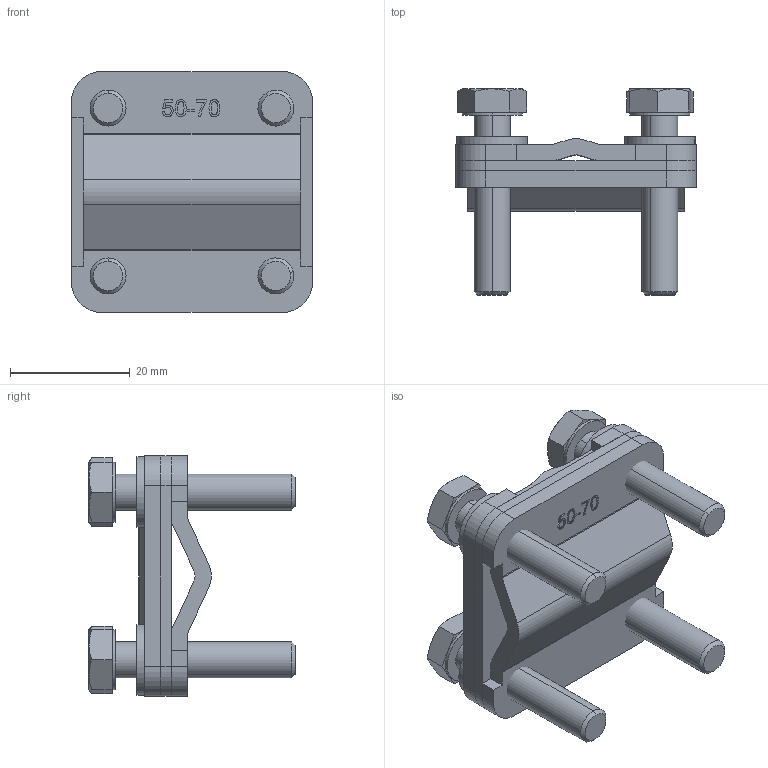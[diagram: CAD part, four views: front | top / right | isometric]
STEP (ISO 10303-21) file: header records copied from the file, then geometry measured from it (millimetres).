
FILE_DESCRIPTION (( 'STEP AP203' ), '1' );
FILE_NAME ('Êîíòàêòíàÿ ãðóïïà_ÑÁ.STEP', '2018-09-04T06:41:28', ( '' ), ( '' ), 'SwSTEP 2.0', 'SolidWorks 2017', '' );
FILE_SCHEMA (( 'CONFIG_CONTROL_DESIGN' ));
Length unit declared in the file: millimetre
Products named in the file (6): Cðåäíèé ýëåìåíò êîíòàêòíîé ãðóïïû; Ìåòàëëè÷åñêàÿ ÷àñòü 50-70; hex bolt gradec_din_DIN EN 24016 - M6 x 30 x 18-WN; Ìåòàëëè÷åñêàÿ ÷àñòü 4-35; Êîíòàêòíàÿ ãðóïïà_ÑÁ; curved spring lock washer_din_Spring washer DIN 128 - A6
Assembly tree (11 placements, depth 2):
  Êîíòàêòíàÿ ãðóïïà_ÑÁ
    Ìåòàëëè÷åñêàÿ ÷àñòü 50-70
    Cðåäíèé ýëåìåíò êîíòàêòíîé ãðóïïû
    Ìåòàëëè÷åñêàÿ ÷àñòü 4-35
    curved spring lock washer_din_Spring washer DIN 128 - A6  x4
    hex bolt gradec_din_DIN EN 24016 - M6 x 30 x 18-WN  x4
Bounding box: 40.2 x 34.38 x 40.2 mm (x, y, z)
Volume: 15530.3 mm3; surface area: 14791.4 mm2
Topology: 11 solids, 11 shells, 345 faces, 857 edges, 550 vertices
Faces by surface type: plane 178, cylinder 72, bspline 55, cone 32, torus 8
Entity records: 11339 total; most frequent: CARTESIAN_POINT 4818, ORIENTED_EDGE 1270, DIRECTION 1029, EDGE_CURVE 635, VERTEX_POINT 418, LINE 387, VECTOR 387, AXIS2_PLACEMENT_3D 321
